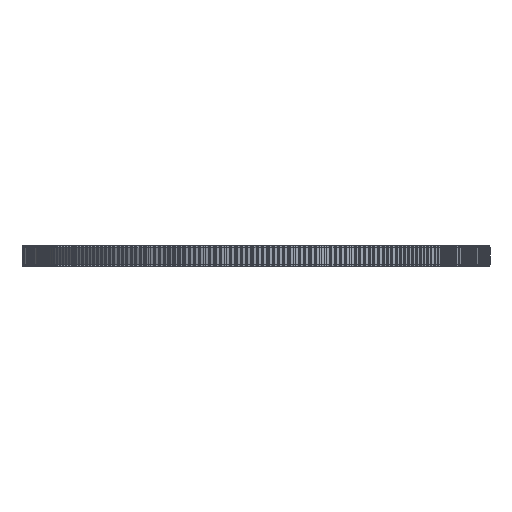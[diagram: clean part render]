
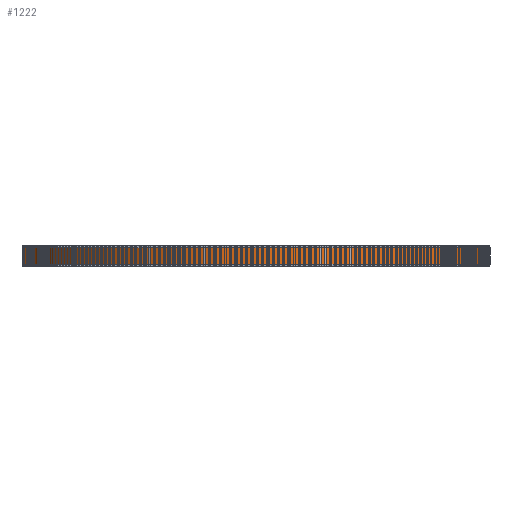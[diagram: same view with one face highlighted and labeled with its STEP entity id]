
A CAD part, left-side view. The second image highlights one B-rep face of the part: STEP entity #1222.
In plain terms, the highlighted cylindrical face has radius 87.535 mm (diameter 175.07 mm), a full revolution.
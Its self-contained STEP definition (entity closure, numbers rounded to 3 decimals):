
#97=FACE_BOUND('',#4528,.T.);
#98=FACE_BOUND('',#4529,.T.);
#1222=ADVANCED_FACE('',(#97,#98),#2323,.T.);
#2323=CYLINDRICAL_SURFACE('',#24343,87.535);
#4528=EDGE_LOOP('',(#13330));
#4529=EDGE_LOOP('',(#13331));
#13330=ORIENTED_EDGE('',*,*,#18834,.T.);
#13331=ORIENTED_EDGE('',*,*,#18835,.T.);
#15532=VERTEX_POINT('',#38660);
#15533=VERTEX_POINT('',#38662);
#18834=EDGE_CURVE('',#15532,#15532,#21036,.T.);
#18835=EDGE_CURVE('',#15533,#15533,#21037,.T.);
#21036=CIRCLE('',#24341,87.535);
#21037=CIRCLE('',#24342,87.535);
#24341=AXIS2_PLACEMENT_3D('',#38659,#32050,#32051);
#24342=AXIS2_PLACEMENT_3D('',#38661,#32052,#32053);
#24343=AXIS2_PLACEMENT_3D('',#38663,#32054,#32055);
#32050=DIRECTION('',(0.,0.,1.));
#32051=DIRECTION('',(1.,0.,0.));
#32052=DIRECTION('',(0.,0.,-1.));
#32053=DIRECTION('',(1.,0.,0.));
#32054=DIRECTION('',(0.,0.,1.));
#32055=DIRECTION('',(1.,0.,0.));
#38659=CARTESIAN_POINT('',(0.,0.,1.));
#38660=CARTESIAN_POINT('',(87.535,0.,1.));
#38661=CARTESIAN_POINT('',(0.,0.,7.));
#38662=CARTESIAN_POINT('',(87.535,0.,7.));
#38663=CARTESIAN_POINT('',(0.,0.,1.));
